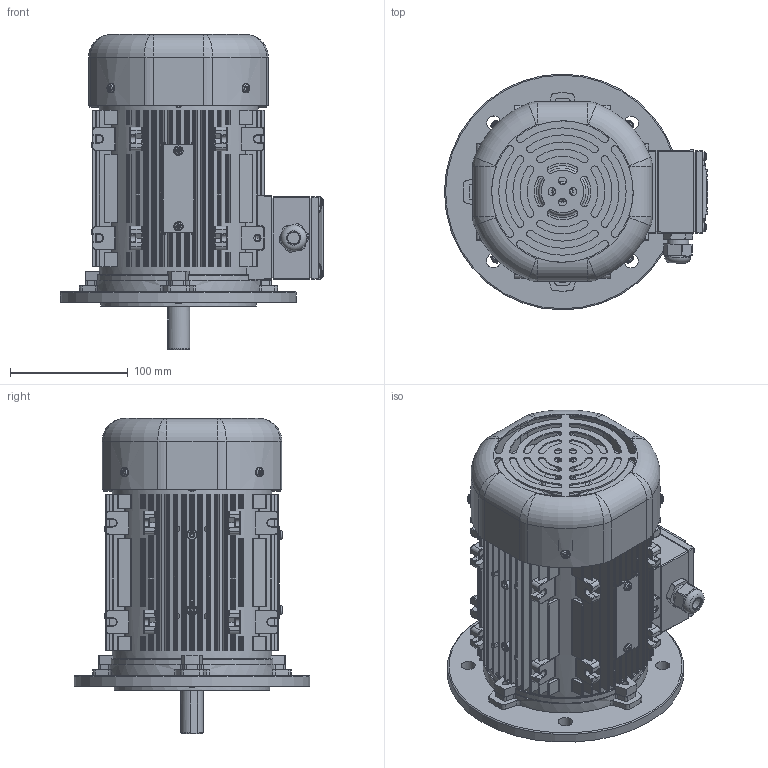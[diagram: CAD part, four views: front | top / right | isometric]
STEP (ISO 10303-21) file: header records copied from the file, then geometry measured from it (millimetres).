
FILE_DESCRIPTION((''),'2;1');
FILE_NAME('PEEJ075-4R4F.stp','2014-05-15T13:12:02',('menam82'),(''),'Autodesk Inventor 2011','Autodesk Inventor 2011','');
FILE_SCHEMA(('AUTOMOTIVE_DESIGN { 1 0 10303 214 1 1 1 1 }'));
Length unit declared in the file: millimetre
Products named in the file (17): PEEJ075-4R4F; 80M 750W FRAME L_T; REAR COVER L_T 20091116; 80M 750W FAN COVER; 80M 750W SHAFT; RUBBER GASKET A 20080702; BED; CAP; LEAD BOX A 20080717; LEAD BOX B 20080702; JIS B 1180 C 전체 스레드 - 미터 C M6 x 16; JIS B 1180 C 전체 스레드 - 미터 C M6 x 30; JIS B 1111 Z - 미터 A M4 x 6 - Z; JIS B 1251 번호 2 6; JIS B 1111 Z - 미터 A M4 x 12 - Z; 80M 750W FLANGE COVER L_T; NAME PLATE PMEE075-4R4FA
Assembly tree (38 placements, depth 2):
  PEEJ075-4R4F
    80M 750W FRAME L_T
    REAR COVER L_T 20091116
    80M 750W FAN COVER
    80M 750W SHAFT
    RUBBER GASKET A 20080702  x2
    BED
    CAP
    LEAD BOX A 20080717
    LEAD BOX B 20080702
    JIS B 1180 C 전체 스레드 - 미터 C M6 x 16  x4
    JIS B 1180 C 전체 스레드 - 미터 C M6 x 30  x4
    JIS B 1111 Z - 미터 A M4 x 6 - Z  x6
    JIS B 1251 번호 2 6  x8
    JIS B 1111 Z - 미터 A M4 x 12 - Z  x4
    80M 750W FLANGE COVER L_T
    NAME PLATE PMEE075-4R4FA
Bounding box: 223 x 200 x 267 mm (x, y, z)
Volume: 1114501.7 mm3; surface area: 547115.1 mm2
Topology: 38 solids, 38 shells, 3870 faces, 10010 edges, 6316 vertices
Faces by surface type: plane 1554, cylinder 1483, torus 330, cone 300, sphere 150, bspline 53
Full cylindrical faces by diameter (mm): 2 x2, 3.2 x24, 3.242 x4, 3.5 x16, 3.571 x10, 4 x10, 4.1 x2, 4.2 x3, 4.917 x1, 5 x16, 6 x12, 7 x8, 10.1 x1, 12 x4, 13 x4, 15.2 x1, 16.5 x1, 17 x1, 18 x1, 18.2 x2, 19 x3, 19.5 x1, 19.8 x1, 20 x2, 21 x1, 22 x1, 25 x1, 30 x1, 38 x1, 40 x2
Entity records: 106358 total; most frequent: CARTESIAN_POINT 23883, DIRECTION 18091, ORIENTED_EDGE 16564, EDGE_CURVE 8282, AXIS2_PLACEMENT_3D 6964, VERTEX_POINT 5344, VECTOR 4163, LINE 4163
